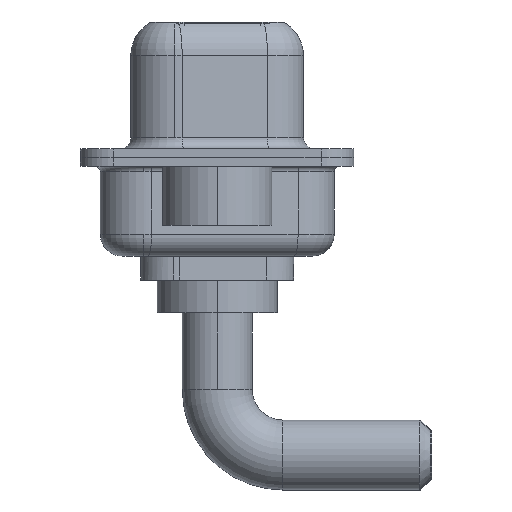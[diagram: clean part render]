
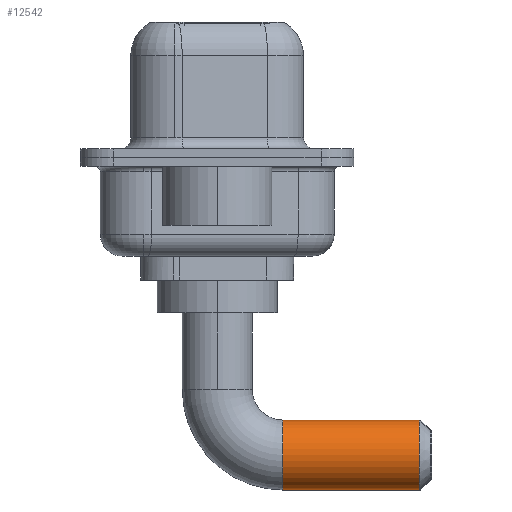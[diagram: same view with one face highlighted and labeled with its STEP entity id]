
A CAD part, left-side view. The second image highlights one B-rep face of the part: STEP entity #12542.
In plain terms, the highlighted cylindrical face has radius 1.6 mm (diameter 3.2 mm), a partial arc.
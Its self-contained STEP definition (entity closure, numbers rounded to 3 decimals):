
#89 = VECTOR ( 'NONE', #6730, 1000. ) ;
#231 = DIRECTION ( 'NONE',  ( 0., 1., 0. ) ) ;
#633 = CARTESIAN_POINT ( 'NONE',  ( 0., -3., -6.5 ) ) ;
#823 = CYLINDRICAL_SURFACE ( 'NONE', #1784, 1.6 ) ;
#928 = CIRCLE ( 'NONE', #5047, 1.6 ) ;
#1450 = DIRECTION ( 'NONE',  ( 0., -1., 0. ) ) ;
#1528 = CARTESIAN_POINT ( 'NONE',  ( 0., -3., -4.9 ) ) ;
#1784 = AXIS2_PLACEMENT_3D ( 'NONE', #13252, #7112, #4957 ) ;
#1839 = ORIENTED_EDGE ( 'NONE', *, *, #2532, .T. ) ;
#2234 = EDGE_CURVE ( 'NONE', #12372, #8597, #9953, .T. ) ;
#2532 = EDGE_CURVE ( 'NONE', #13038, #12372, #3419, .T. ) ;
#2717 = CARTESIAN_POINT ( 'NONE',  ( 0., -9.25, -8.1 ) ) ;
#3273 = DIRECTION ( 'NONE',  ( 0., 0., -1. ) ) ;
#3419 = LINE ( 'NONE', #9308, #10598 ) ;
#4410 = EDGE_CURVE ( 'NONE', #9131, #13038, #928, .T. ) ;
#4719 = CARTESIAN_POINT ( 'NONE',  ( 0., -9.25, -4.9 ) ) ;
#4957 = DIRECTION ( 'NONE',  ( 0., 0., -1. ) ) ;
#5047 = AXIS2_PLACEMENT_3D ( 'NONE', #633, #1450, #6781 ) ;
#6730 = DIRECTION ( 'NONE',  ( 0., -1., 0. ) ) ;
#6781 = DIRECTION ( 'NONE',  ( -1., 0., 0. ) ) ;
#7020 = EDGE_LOOP ( 'NONE', ( #7582, #11992, #1839, #10408 ) ) ;
#7112 = DIRECTION ( 'NONE',  ( 0., -1., 0. ) ) ;
#7333 = EDGE_CURVE ( 'NONE', #9131, #8597, #8897, .T. ) ;
#7357 = AXIS2_PLACEMENT_3D ( 'NONE', #10431, #231, #3273 ) ;
#7543 = DIRECTION ( 'NONE',  ( 0., -1., 0. ) ) ;
#7582 = ORIENTED_EDGE ( 'NONE', *, *, #7333, .F. ) ;
#8335 = FACE_OUTER_BOUND ( 'NONE', #7020, .T. ) ;
#8597 = VERTEX_POINT ( 'NONE', #4719 ) ;
#8897 = LINE ( 'NONE', #1528, #89 ) ;
#9131 = VERTEX_POINT ( 'NONE', #9689 ) ;
#9308 = CARTESIAN_POINT ( 'NONE',  ( 0., -3., -8.1 ) ) ;
#9689 = CARTESIAN_POINT ( 'NONE',  ( 0., -3., -4.9 ) ) ;
#9953 = CIRCLE ( 'NONE', #7357, 1.6 ) ;
#10408 = ORIENTED_EDGE ( 'NONE', *, *, #2234, .T. ) ;
#10431 = CARTESIAN_POINT ( 'NONE',  ( 0., -9.25, -6.5 ) ) ;
#10598 = VECTOR ( 'NONE', #7543, 1000. ) ;
#10640 = CARTESIAN_POINT ( 'NONE',  ( 0., -3., -8.1 ) ) ;
#11992 = ORIENTED_EDGE ( 'NONE', *, *, #4410, .T. ) ;
#12372 = VERTEX_POINT ( 'NONE', #2717 ) ;
#12542 = ADVANCED_FACE ( 'NONE', ( #8335 ), #823, .T. ) ;
#13038 = VERTEX_POINT ( 'NONE', #10640 ) ;
#13252 = CARTESIAN_POINT ( 'NONE',  ( 0., -3., -6.5 ) ) ;
